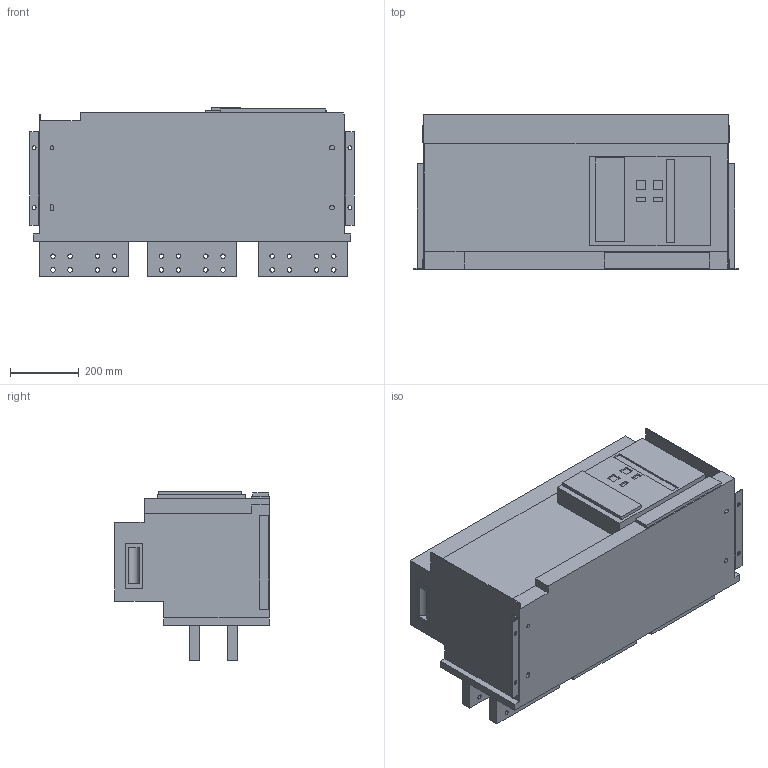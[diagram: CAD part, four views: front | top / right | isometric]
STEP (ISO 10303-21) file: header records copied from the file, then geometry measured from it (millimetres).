
FILE_DESCRIPTION (( 'STEP AP203' ), '1' );
FILE_NAME ('臍-45-mccb45-6300-6300v.STEP', '2021-05-28T07:01:59', ( '' ), ( '' ), 'SwSTEP 2.0', 'SolidWorks 2021', '' );
FILE_SCHEMA (( 'CONFIG_CONTROL_DESIGN' ));
Length unit declared in the file: millimetre
Products named in the file (1): 臍-45-mccb45-6300-6300v
Bounding box: 948 x 452 x 495 mm (x, y, z)
Volume: 132758203.5 mm3; surface area: 2367079.2 mm2
Topology: 1 solids, 1 shells, 250 faces, 671 edges, 447 vertices
Faces by surface type: plane 133, cylinder 117
Entity records: 8166 total; most frequent: DIRECTION 1407, CARTESIAN_POINT 1369, ORIENTED_EDGE 1342, EDGE_CURVE 671, AXIS2_PLACEMENT_3D 485, VERTEX_POINT 447, LINE 437, VECTOR 437
